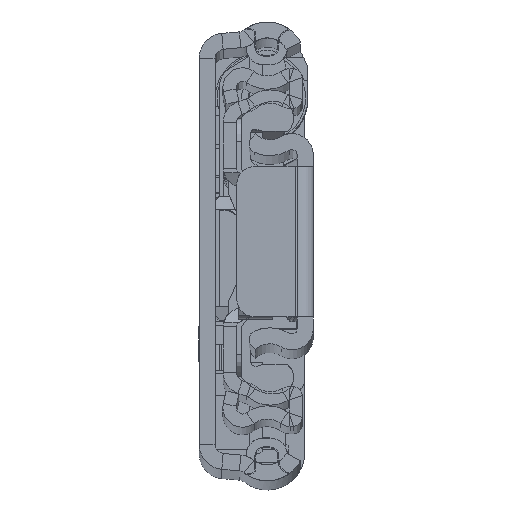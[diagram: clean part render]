
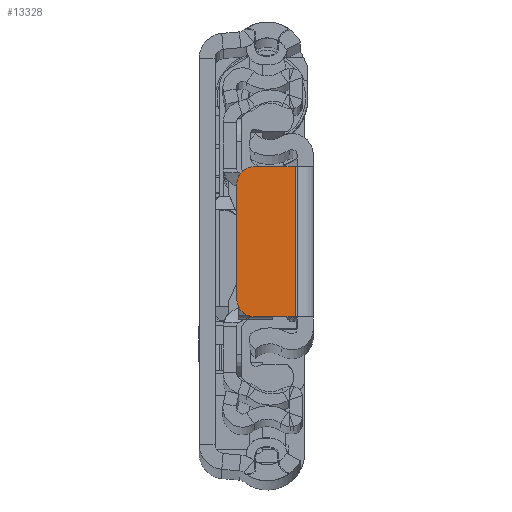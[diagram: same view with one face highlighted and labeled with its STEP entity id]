
A CAD part, top view. The second image highlights one B-rep face of the part: STEP entity #13328.
In plain terms, the highlighted planar face has unit normal (0, 0, 1).
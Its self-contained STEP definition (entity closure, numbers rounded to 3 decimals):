
#354 = PLANE ( 'NONE',  #8605 ) ;
#436 = LINE ( 'NONE', #3830, #10238 ) ;
#563 = CARTESIAN_POINT ( 'NONE',  ( -6.65, 8.5, 0. ) ) ;
#790 = LINE ( 'NONE', #14626, #20281 ) ;
#1345 = CARTESIAN_POINT ( 'NONE',  ( -8.65, 6.5, 0. ) ) ;
#2715 = CARTESIAN_POINT ( 'NONE',  ( 0., -8.5, 0. ) ) ;
#3197 = CIRCLE ( 'NONE', #35842, 2. ) ;
#3346 = CARTESIAN_POINT ( 'NONE',  ( 0., 8.5, 0. ) ) ;
#3533 = DIRECTION ( 'NONE',  ( 0., 0., -1. ) ) ;
#3830 = CARTESIAN_POINT ( 'NONE',  ( -8.65, 0., 0. ) ) ;
#8605 = AXIS2_PLACEMENT_3D ( 'NONE', #24639, #3533, #31678 ) ;
#9529 = LINE ( 'NONE', #3346, #18852 ) ;
#10238 = VECTOR ( 'NONE', #13862, 1000. ) ;
#10321 = CARTESIAN_POINT ( 'NONE',  ( -2.05, 8.5, 0. ) ) ;
#10805 = FACE_OUTER_BOUND ( 'NONE', #26182, .T. ) ;
#13328 = ADVANCED_FACE ( 'NONE', ( #10805 ), #354, .F. ) ;
#13855 = ORIENTED_EDGE ( 'NONE', *, *, #37498, .T. ) ;
#13862 = DIRECTION ( 'NONE',  ( 0., -1., 0. ) ) ;
#14459 = DIRECTION ( 'NONE',  ( -1., 0., 0. ) ) ;
#14626 = CARTESIAN_POINT ( 'NONE',  ( -2.05, -8.5, 0. ) ) ;
#16316 = ORIENTED_EDGE ( 'NONE', *, *, #35934, .T. ) ;
#17691 = DIRECTION ( 'NONE',  ( -1., 0., 0. ) ) ;
#17785 = VERTEX_POINT ( 'NONE', #1345 ) ;
#18362 = DIRECTION ( 'NONE',  ( 0., 0., 1. ) ) ;
#18852 = VECTOR ( 'NONE', #20618, 1000. ) ;
#20201 = VERTEX_POINT ( 'NONE', #29866 ) ;
#20214 = CARTESIAN_POINT ( 'NONE',  ( -8.65, -6.5, 0. ) ) ;
#20281 = VECTOR ( 'NONE', #28471, 1000. ) ;
#20618 = DIRECTION ( 'NONE',  ( -1., 0., 0. ) ) ;
#24185 = VECTOR ( 'NONE', #27020, 1000. ) ;
#24192 = ORIENTED_EDGE ( 'NONE', *, *, #28868, .T. ) ;
#24429 = VERTEX_POINT ( 'NONE', #44762 ) ;
#24639 = CARTESIAN_POINT ( 'NONE',  ( 0., 0., 0. ) ) ;
#26182 = EDGE_LOOP ( 'NONE', ( #16316, #24192, #26269, #28237, #30631, #13855 ) ) ;
#26197 = AXIS2_PLACEMENT_3D ( 'NONE', #39091, #18362, #17691 ) ;
#26269 = ORIENTED_EDGE ( 'NONE', *, *, #41612, .T. ) ;
#26405 = VERTEX_POINT ( 'NONE', #563 ) ;
#27020 = DIRECTION ( 'NONE',  ( 1., 0., 0. ) ) ;
#28237 = ORIENTED_EDGE ( 'NONE', *, *, #32004, .F. ) ;
#28471 = DIRECTION ( 'NONE',  ( 0., -1., 0. ) ) ;
#28868 = EDGE_CURVE ( 'NONE', #39334, #20201, #31258, .T. ) ;
#29866 = CARTESIAN_POINT ( 'NONE',  ( -6.65, -8.5, 0. ) ) ;
#30631 = ORIENTED_EDGE ( 'NONE', *, *, #32527, .T. ) ;
#31258 = CIRCLE ( 'NONE', #26197, 2. ) ;
#31678 = DIRECTION ( 'NONE',  ( -1., 0., 0. ) ) ;
#32004 = EDGE_CURVE ( 'NONE', #43545, #24429, #790, .T. ) ;
#32527 = EDGE_CURVE ( 'NONE', #43545, #26405, #9529, .T. ) ;
#35384 = DIRECTION ( 'NONE',  ( 0., 0., 1. ) ) ;
#35842 = AXIS2_PLACEMENT_3D ( 'NONE', #39031, #35384, #14459 ) ;
#35934 = EDGE_CURVE ( 'NONE', #17785, #39334, #436, .T. ) ;
#37267 = LINE ( 'NONE', #2715, #24185 ) ;
#37498 = EDGE_CURVE ( 'NONE', #26405, #17785, #3197, .T. ) ;
#39031 = CARTESIAN_POINT ( 'NONE',  ( -6.65, 6.5, 0. ) ) ;
#39091 = CARTESIAN_POINT ( 'NONE',  ( -6.65, -6.5, 0. ) ) ;
#39334 = VERTEX_POINT ( 'NONE', #20214 ) ;
#41612 = EDGE_CURVE ( 'NONE', #20201, #24429, #37267, .T. ) ;
#43545 = VERTEX_POINT ( 'NONE', #10321 ) ;
#44762 = CARTESIAN_POINT ( 'NONE',  ( -2.05, -8.5, 0. ) ) ;
